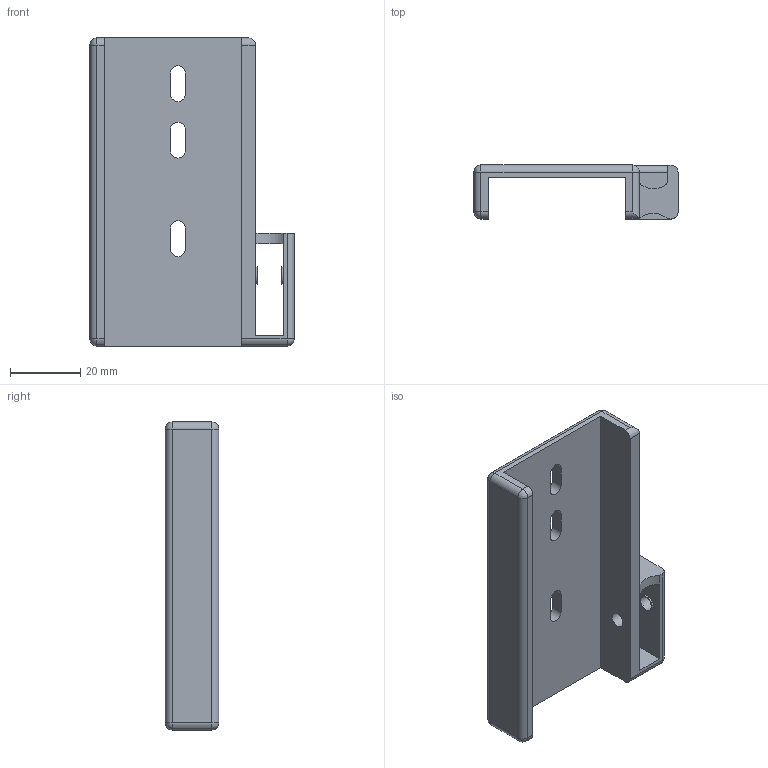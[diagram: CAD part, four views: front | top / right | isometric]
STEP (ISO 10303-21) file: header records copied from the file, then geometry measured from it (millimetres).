
FILE_DESCRIPTION(/* description */ ('STEP AP242'),/* implementation_level */ '2;1');
FILE_NAME(/* name */ '',/* time_stamp */ '2024-10-31T12:51:34+03:00',/* author */ ('Phantom'),/* organization */ ('UNSPECIFIED'),/* preprocessor_version */ 'ST-DEVELOPER v20',/* originating_system */ 'Autodesk Inventor 2025',/* authorisation */ '');
FILE_SCHEMA (('AUTOMOTIVE_DESIGN { 1 0 10303 214 3 1 1 }'));
Length unit declared in the file: millimetre
Products named in the file (1): блоки
Bounding box: 58 x 15.2 x 87.5 mm (x, y, z)
Volume: 23652.8 mm3; surface area: 14659.6 mm2
Topology: 1 solids, 1 shells, 61 faces, 150 edges, 92 vertices
Faces by surface type: cylinder 30, plane 24, sphere 7
Full cylindrical faces by diameter (mm): 4.3 x2, 5 x2
Entity records: 1862 total; most frequent: DIRECTION 334, CARTESIAN_POINT 304, ORIENTED_EDGE 300, EDGE_CURVE 150, AXIS2_PLACEMENT_3D 122, VERTEX_POINT 92, LINE 90, VECTOR 90
